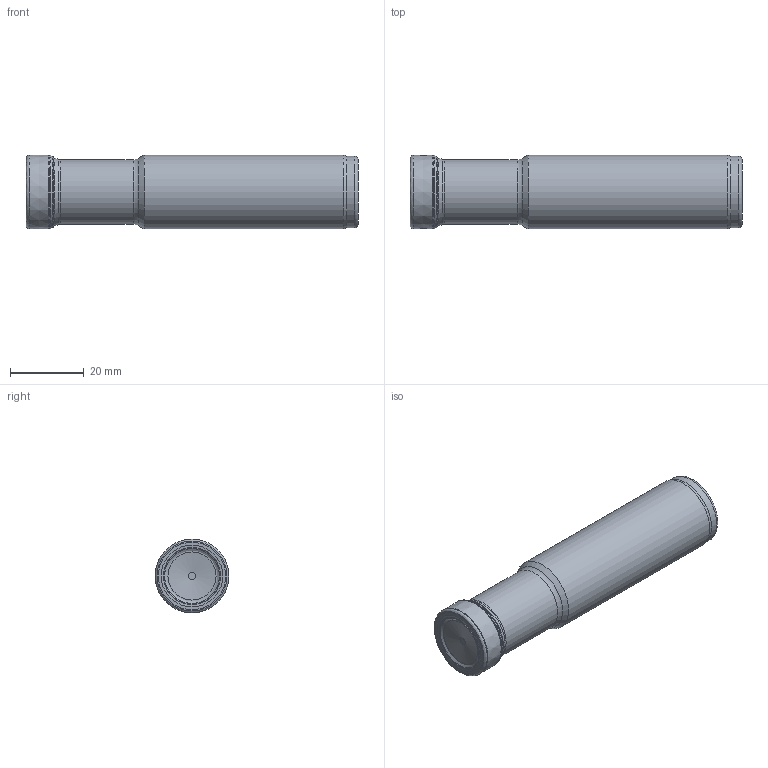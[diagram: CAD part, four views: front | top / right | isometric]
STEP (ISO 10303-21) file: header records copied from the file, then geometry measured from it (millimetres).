
FILE_DESCRIPTION(/* description */ (''),/* implementation_level */ '2;1');
FILE_NAME(/* name */ 'AEM90-TNG10-D20-W20-L90-Z02-H.stp',/* time_stamp */ '2023-10-26T23:31:24+03:00',/* author */ (''),/* organization */ (''),/* preprocessor_version */ 'ST-DEVELOPER v19.4',/* originating_system */ 'SIEMENS PLM Software NX2306.3001',/* authorisation */ '');
FILE_SCHEMA (('AUTOMOTIVE_DESIGN { 1 0 10303 214 3 1 1 1 }'));
Length unit declared in the file: millimetre
Products named in the file (1): AEM90-TNG10-D20-W20-L90-Z02-H
Bounding box: 90 x 20 x 20 mm (x, y, z)
Volume: 27600.1 mm3; surface area: 6991.1 mm2
Topology: 2 solids, 2 shells, 41 faces, 79 edges, 40 vertices
Faces by surface type: revolution 15, cone 14, torus 6, cylinder 4, plane 2
Full cylindrical faces by diameter (mm): 17.5 x1, 18.6 x1, 19.5 x1, 20 x1
Entity records: 1032 total; most frequent: DIRECTION 171, CARTESIAN_POINT 155, EDGE_LOOP 80, ORIENTED_EDGE 80, FACE_BOUND 78, AXIS2_PLACEMENT_3D 78, ADVANCED_FACE 41, VERTEX_POINT 40
